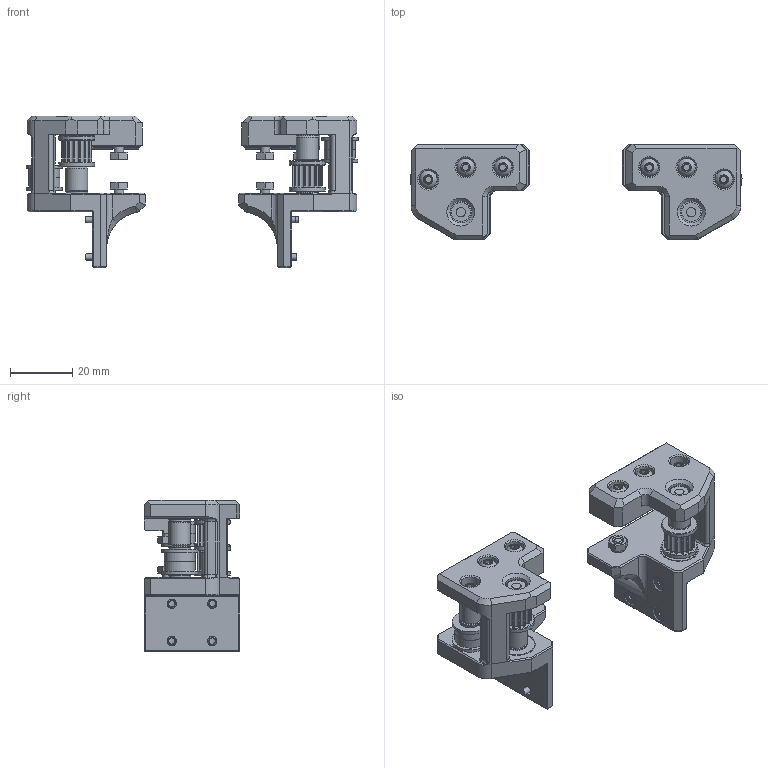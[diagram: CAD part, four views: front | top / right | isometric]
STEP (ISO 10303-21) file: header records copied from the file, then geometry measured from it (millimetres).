
FILE_DESCRIPTION(/* description */ (''),/* implementation_level */ '2;1');
FILE_NAME(/* name */ 'V0_LiveIdlers.step',/* time_stamp */ '2025-08-25T11:32:23-07:00',/* author */ (''),/* organization */ (''),/* preprocessor_version */ 'ST-DEVELOPER v20.1',/* originating_system */ 'Autodesk Translation Framework v14.10.0.0',/* authorisation */ '');
FILE_SCHEMA (('AUTOMOTIVE_DESIGN { 1 0 10303 214 3 1 1 }'));
Products named in the file (38): (Unsaved); Printed Parts (11); XY Joint Left Upper; XY Joint Left Lower; XY Joint Right Upper ; XY Joint Right Lower; 9mm spacer; Hardware (11); Screws (14); Bearing Stacks (4); F623 Stack (1) (1); Washers (3); Threaded Inserts (6); Nuts (23); 16T_Live_pulley (1); GT2-16  (1); 16T_Live_pulley (1)_1; M3 7x0.5 Shi (2); GT2-16  (1)_1; Pulley; Pulley Flange; 3mm x 15mm shaft (1); Hardware (11)_1; Screws (14)_1; M2x10 Self Tapper (2); M3x6 BHCS (4); M3x12 BHCS (3); M2x6 FHCS; M3x25 BHCS; Bearing Stacks (4)_1; F623 Stack (1) (1)_1; F623-RS (2); Washers (3)_1; M3 Washer (4); Threaded Inserts (6)_1; M3 Threaded Insert (4); Nuts (23)_1; M3 Hexnut (7)
Assembly tree (85 placements, depth 5):
  (Unsaved)
    Printed Parts (11)
      9mm spacer  x4
      XY Joint Left Upper
      XY Joint Left Lower
      XY Joint Right Upper 
      XY Joint Right Lower
    Hardware (11)
      Screws (14)
        M2x10 Self Tapper (2)
        M3x12 BHCS (3)  x2
        M2x6 FHCS  x4
        M3x6 BHCS (4)
        M3x25 BHCS
      Bearing Stacks (4)
        F623 Stack (1) (1)
          F623-RS (2)  x2
          M3 Washer (4)  x2
        Washers (3)
          M3 Washer (4)  x2
        M3 Washer (4)  x2
      Threaded Inserts (6)
        M3 Threaded Insert (4)
      Nuts (23)
        M3 Hexnut (7)  x3
    16T_Live_pulley (1)
      M3 7x0.5 Shi (2)
      GT2-16  (1)
        Pulley
        Pulley Flange  x2
      3mm x 15mm shaft (1)
      F623-RS (2)  x2
      M3 Washer (4)
    16T_Live_pulley (1)_1
      M3 7x0.5 Shi (2)
      GT2-16  (1)_1
        Pulley
        Pulley Flange  x2
      3mm x 15mm shaft (1)
      F623-RS (2)  x2
      M3 Washer (4)
    Hardware (11)_1
      Screws (14)_1
        M2x10 Self Tapper (2)
        M3x12 BHCS (3)  x2
        M2x6 FHCS  x4
        M3x6 BHCS (4)
        M3x25 BHCS
      Bearing Stacks (4)_1
        F623 Stack (1) (1)_1
          F623-RS (2)  x2
          M3 Washer (4)  x2
        Washers (3)_1
          M3 Washer (4)  x2
        M3 Washer (4)  x2
      Threaded Inserts (6)_1
        M3 Threaded Insert (4)
      Nuts (23)_1
        M3 Hexnut (7)  x3
Bounding box: 106.69 x 30.74 x 48.8 mm (x, y, z)
Volume: 33552 mm3; surface area: 27784.4 mm2
Topology: 74 solids, 74 shells, 1950 faces, 4668 edges, 2926 vertices
Faces by surface type: cylinder 608, plane 596, bspline 368, cone 338, torus 32, sphere 8
Full cylindrical faces by diameter (mm): 1.28 x22, 1.6 x2, 2 x8, 2.2 x26, 2.4 x2, 3 x30, 3.2 x20, 3.4 x4, 3.6 x4, 3.75 x2, 4 x10, 4.1 x2, 4.5 x6, 4.6 x2, 5.05 x2, 5.16 x2, 5.56 x2, 5.7 x8, 6 x8, 6.06 x16, 6.8 x8, 6.94 x16, 7 x24, 10 x8, 10.2 x4, 11.5 x4, 11.7 x8, 11.9 x4
Entity records: 45209 total; most frequent: CARTESIAN_POINT 19823, ORIENTED_EDGE 5208, DIRECTION 5130, EDGE_CURVE 2604, AXIS2_PLACEMENT_3D 1940, VERTEX_POINT 1642, LINE 1250, VECTOR 1250
